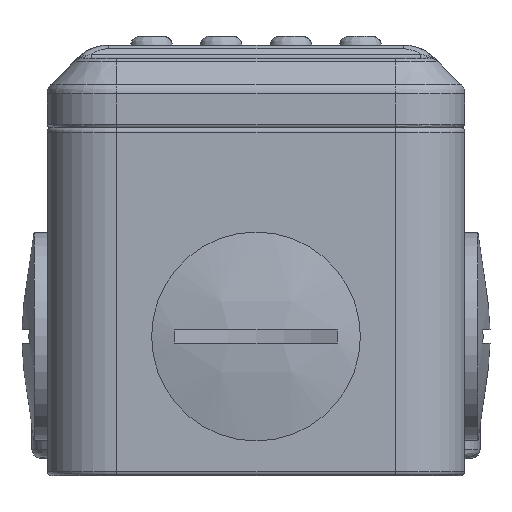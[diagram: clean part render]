
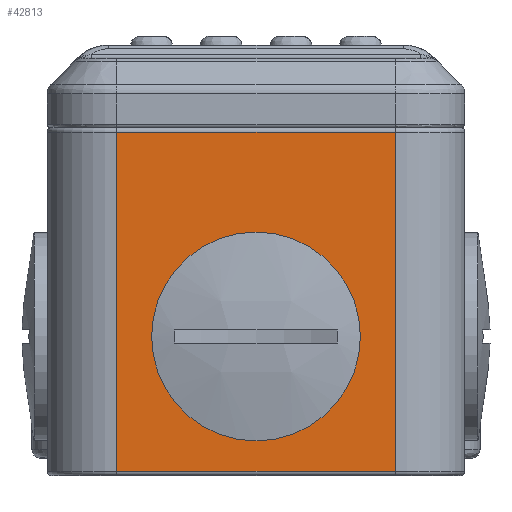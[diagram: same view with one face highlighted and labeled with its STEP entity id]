
A CAD part, front view. The second image highlights one B-rep face of the part: STEP entity #42813.
In plain terms, the highlighted planar face has unit normal (0, -1, 0).
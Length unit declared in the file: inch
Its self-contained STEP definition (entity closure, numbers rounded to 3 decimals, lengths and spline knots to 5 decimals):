
#2063 = DIRECTION ( 'NONE',  ( 0., -1., 0. ) ) ;
#3978 = EDGE_CURVE ( 'NONE', #65140, #62133, #49255, .T. ) ;
#4055 = VERTEX_POINT ( 'NONE', #97540 ) ;
#10417 = VERTEX_POINT ( 'NONE', #58660 ) ;
#15642 = FACE_BOUND ( 'NONE', #81433, .T. ) ;
#16584 = EDGE_CURVE ( 'NONE', #10417, #10417, #97053, .T. ) ;
#17383 = CARTESIAN_POINT ( 'NONE',  ( -0.94488, -5.55118, 0.01969 ) ) ;
#22392 = CARTESIAN_POINT ( 'NONE',  ( 0.62992, -5.55118, 1.55512 ) ) ;
#23936 = EDGE_LOOP ( 'NONE', ( #74428, #59598, #53062, #97073 ) ) ;
#29491 = VECTOR ( 'NONE', #73720, 39.37008 ) ;
#31304 = EDGE_CURVE ( 'NONE', #4055, #65140, #32149, .T. ) ;
#32149 = LINE ( 'NONE', #115768, #104350 ) ;
#34448 = VERTEX_POINT ( 'NONE', #108597 ) ;
#40802 = VECTOR ( 'NONE', #114299, 39.37008 ) ;
#42813 = ADVANCED_FACE ( 'NONE', ( #15642, #110356 ), #92386, .F. ) ;
#43636 = AXIS2_PLACEMENT_3D ( 'NONE', #89310, #2063, #86896 ) ;
#44688 = CARTESIAN_POINT ( 'NONE',  ( -0.94488, -5.55118, 1.51575 ) ) ;
#45301 = DIRECTION ( 'NONE',  ( 0., 0., 1. ) ) ;
#46722 = AXIS2_PLACEMENT_3D ( 'NONE', #44688, #55197, #45301 ) ;
#48646 = CARTESIAN_POINT ( 'NONE',  ( -0.62992, -5.55118, 1.55512 ) ) ;
#49255 = LINE ( 'NONE', #76528, #40802 ) ;
#51450 = EDGE_CURVE ( 'NONE', #34448, #4055, #113955, .T. ) ;
#53062 = ORIENTED_EDGE ( 'NONE', *, *, #83625, .F. ) ;
#55197 = DIRECTION ( 'NONE',  ( 0., 1., 0. ) ) ;
#58660 = CARTESIAN_POINT ( 'NONE',  ( 0., -5.55118, 1.0793 ) ) ;
#59598 = ORIENTED_EDGE ( 'NONE', *, *, #51450, .F. ) ;
#62133 = VERTEX_POINT ( 'NONE', #22392 ) ;
#65140 = VERTEX_POINT ( 'NONE', #48646 ) ;
#69280 = LINE ( 'NONE', #105813, #101502 ) ;
#73720 = DIRECTION ( 'NONE',  ( -1., 0., 0. ) ) ;
#74428 = ORIENTED_EDGE ( 'NONE', *, *, #31304, .F. ) ;
#76528 = CARTESIAN_POINT ( 'NONE',  ( -0.94488, -5.55118, 1.55512 ) ) ;
#79232 = DIRECTION ( 'NONE',  ( 0., 0., 1. ) ) ;
#81433 = EDGE_LOOP ( 'NONE', ( #99539 ) ) ;
#83625 = EDGE_CURVE ( 'NONE', #62133, #34448, #69280, .T. ) ;
#86896 = DIRECTION ( 'NONE',  ( 0., 0., 1. ) ) ;
#89310 = CARTESIAN_POINT ( 'NONE',  ( 0., -5.55118, 0.62992 ) ) ;
#92386 = PLANE ( 'NONE',  #46722 ) ;
#97053 = CIRCLE ( 'NONE', #43636, 0.44938 ) ;
#97073 = ORIENTED_EDGE ( 'NONE', *, *, #3978, .F. ) ;
#97540 = CARTESIAN_POINT ( 'NONE',  ( -0.62992, -5.55118, 0.01969 ) ) ;
#99539 = ORIENTED_EDGE ( 'NONE', *, *, #16584, .F. ) ;
#101502 = VECTOR ( 'NONE', #117549, 39.37008 ) ;
#104350 = VECTOR ( 'NONE', #79232, 39.37008 ) ;
#105813 = CARTESIAN_POINT ( 'NONE',  ( 0.62992, -5.55118, 1.51575 ) ) ;
#108597 = CARTESIAN_POINT ( 'NONE',  ( 0.62992, -5.55118, 0.01969 ) ) ;
#110356 = FACE_OUTER_BOUND ( 'NONE', #23936, .T. ) ;
#113955 = LINE ( 'NONE', #17383, #29491 ) ;
#114299 = DIRECTION ( 'NONE',  ( 1., 0., 0. ) ) ;
#115768 = CARTESIAN_POINT ( 'NONE',  ( -0.62992, -5.55118, 1.51575 ) ) ;
#117549 = DIRECTION ( 'NONE',  ( 0., 0., -1. ) ) ;
